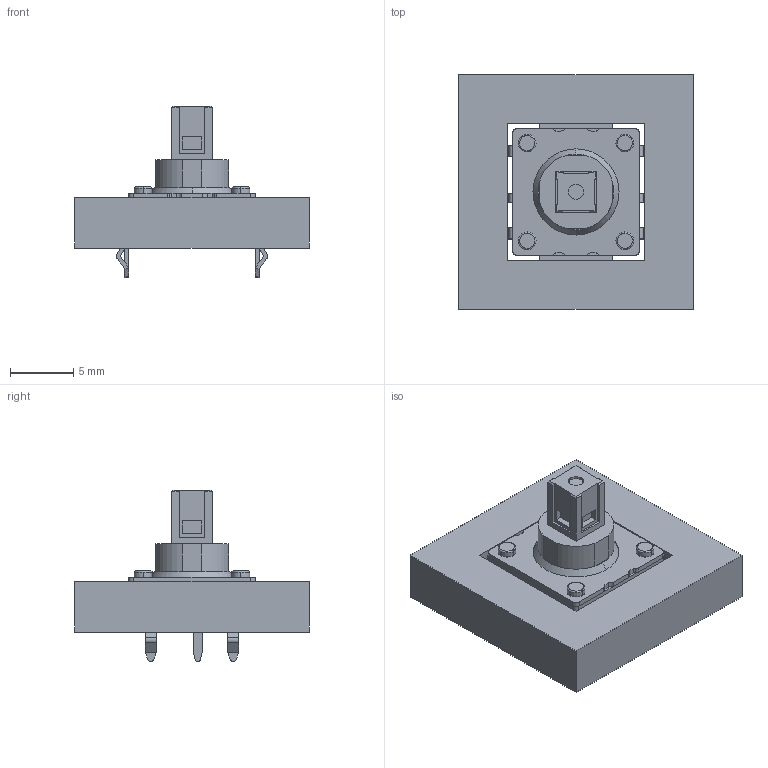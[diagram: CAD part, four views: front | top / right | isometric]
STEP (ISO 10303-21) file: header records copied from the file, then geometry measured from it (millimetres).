
FILE_DESCRIPTION(('FreeCAD Model'),'2;1');
FILE_NAME('Open CASCADE Shape Model','2025-02-22T19:41:18',('Author'),( ''),'Open CASCADE STEP processor 7.6','FreeCAD','Unknown');
FILE_SCHEMA(('AUTOMOTIVE_DESIGN { 1 0 10303 214 1 1 1 1 }'));
Length unit declared in the file: millimetre
Products named in the file (5): HAT_cutout; Part; 1; Socket; Entity
Assembly tree (4 placements, depth 3):
  HAT_cutout
    Part
      1
    Socket
      Entity
Bounding box: 18.5 x 18.5 x 13.5 mm (x, y, z)
Volume: 1395.2 mm3; surface area: 1583.9 mm2
Topology: 2 solids, 6 shells, 372 faces, 932 edges, 590 vertices
Faces by surface type: plane 212, cylinder 138, bspline 14, cone 8
Entity records: 11343 total; most frequent: CARTESIAN_POINT 2167, DIRECTION 1954, ORIENTED_EDGE 1864, EDGE_CURVE 932, AXIS2_PLACEMENT_3D 677, LINE 600, VECTOR 600, VERTEX_POINT 590
